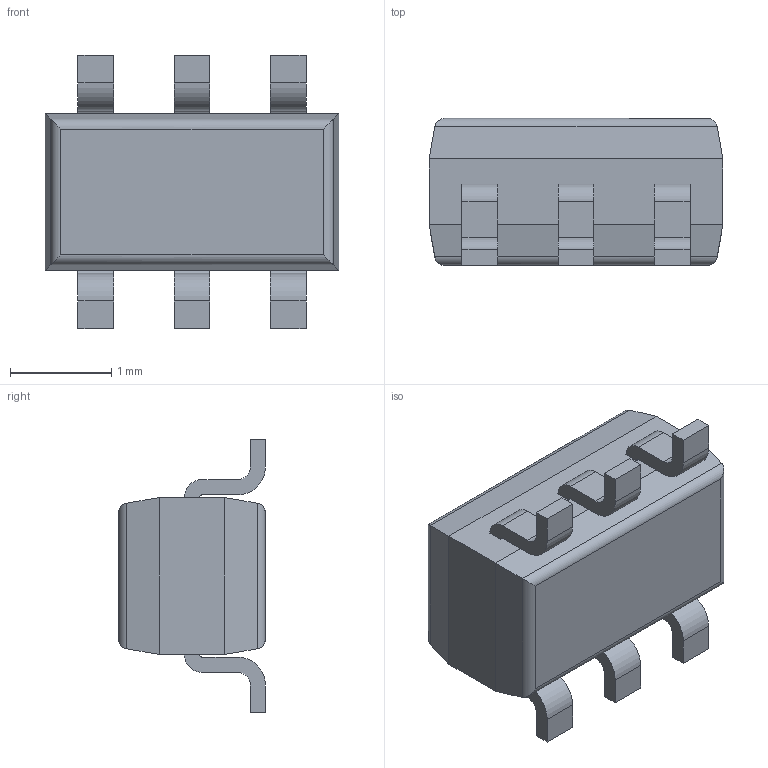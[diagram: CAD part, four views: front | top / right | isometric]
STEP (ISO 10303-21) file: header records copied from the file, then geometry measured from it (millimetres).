
FILE_DESCRIPTION (( 'STEP AP214' ), '1' );
FILE_NAME ( 'SOT23-6P95_270X145L35X35.STEP', '2018-03-20T12:22:09', ( '' ), ( '' ), 'Part was generated with the free Library Expert Lite available at www.PCBLibraries.com. Removing line will violate the End User License Agreement.', '©2017 PCB Libraries, Inc.', '' );
FILE_SCHEMA (( 'AUTOMOTIVE_DESIGN' ));
Length unit declared in the file: millimetre
Products named in the file (1): SOT23-6P95_270X145L35X35
Bounding box: 2.9 x 1.45 x 2.7 mm (x, y, z)
Volume: 6.6 mm3; surface area: 27.4 mm2
Topology: 7 solids, 7 shells, 106 faces, 260 edges, 168 vertices
Faces by surface type: plane 74, cylinder 32
Entity records: 3171 total; most frequent: CARTESIAN_POINT 559, ORIENTED_EDGE 520, DIRECTION 514, EDGE_CURVE 260, VECTOR 204, LINE 204, VERTEX_POINT 168, AXIS2_PLACEMENT_3D 155
